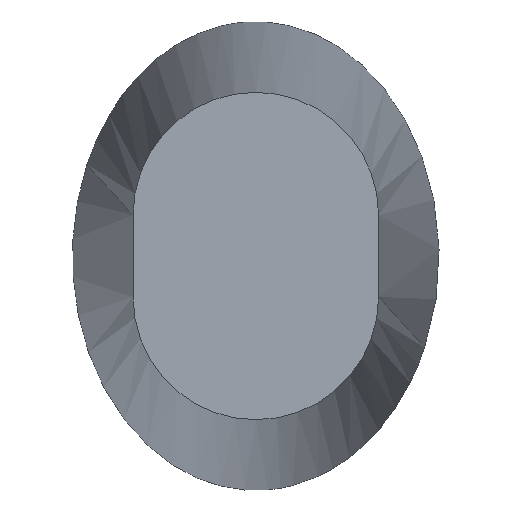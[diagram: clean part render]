
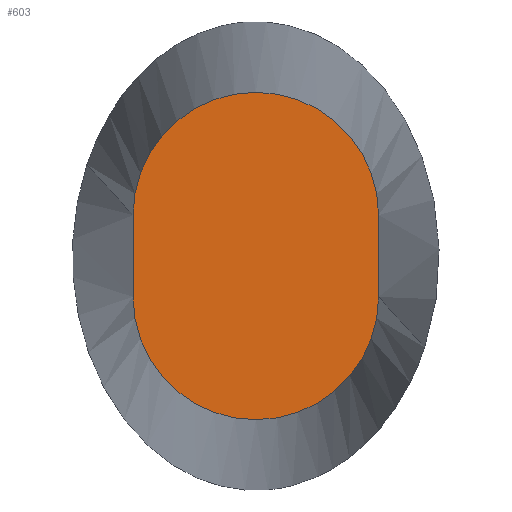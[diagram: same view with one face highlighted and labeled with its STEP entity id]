
A CAD part, front view. The second image highlights one B-rep face of the part: STEP entity #603.
In plain terms, the highlighted planar face has unit normal (0, -1, 0).
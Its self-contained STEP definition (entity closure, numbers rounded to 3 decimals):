
#8 = AXIS2_PLACEMENT_3D ( 'NONE', #891, #430, #973 ) ;
#25 = EDGE_CURVE ( 'NONE', #247, #447, #673, .T. ) ;
#35 = ORIENTED_EDGE ( 'NONE', *, *, #709, .F. ) ;
#39 = CARTESIAN_POINT ( 'NONE',  ( 6., 0., 2. ) ) ;
#46 = CARTESIAN_POINT ( 'NONE',  ( 0., 0., -2. ) ) ;
#52 = CARTESIAN_POINT ( 'NONE',  ( 6., 0., -2. ) ) ;
#159 = VECTOR ( 'NONE', #823, 1000. ) ;
#182 = CARTESIAN_POINT ( 'NONE',  ( -6., 0., -2. ) ) ;
#195 = DIRECTION ( 'NONE',  ( 0., 1., 0. ) ) ;
#200 = DIRECTION ( 'NONE',  ( 0., 0., 1. ) ) ;
#247 = VERTEX_POINT ( 'NONE', #182 ) ;
#266 = VERTEX_POINT ( 'NONE', #725 ) ;
#271 = EDGE_LOOP ( 'NONE', ( #35, #732, #291, #912 ) ) ;
#286 = CARTESIAN_POINT ( 'NONE',  ( -6., 0., -2. ) ) ;
#291 = ORIENTED_EDGE ( 'NONE', *, *, #605, .F. ) ;
#430 = DIRECTION ( 'NONE',  ( 0., 1., 0. ) ) ;
#432 = CARTESIAN_POINT ( 'NONE',  ( -6., 0., 2. ) ) ;
#447 = VERTEX_POINT ( 'NONE', #432 ) ;
#474 = CIRCLE ( 'NONE', #896, 6. ) ;
#603 = ADVANCED_FACE ( 'NONE', ( #753 ), #975, .F. ) ;
#605 = EDGE_CURVE ( 'NONE', #447, #669, #474, .T. ) ;
#657 = CARTESIAN_POINT ( 'NONE',  ( 0., 0., 2. ) ) ;
#662 = DIRECTION ( 'NONE',  ( 0., 1., 0. ) ) ;
#667 = DIRECTION ( 'NONE',  ( 0., 0., -1. ) ) ;
#669 = VERTEX_POINT ( 'NONE', #39 ) ;
#673 = LINE ( 'NONE', #286, #159 ) ;
#682 = LINE ( 'NONE', #52, #729 ) ;
#709 = EDGE_CURVE ( 'NONE', #266, #247, #915, .T. ) ;
#725 = CARTESIAN_POINT ( 'NONE',  ( 6., 0., -2. ) ) ;
#729 = VECTOR ( 'NONE', #667, 1000. ) ;
#732 = ORIENTED_EDGE ( 'NONE', *, *, #765, .F. ) ;
#736 = DIRECTION ( 'NONE',  ( 0., 0., 1. ) ) ;
#753 = FACE_OUTER_BOUND ( 'NONE', #271, .T. ) ;
#765 = EDGE_CURVE ( 'NONE', #669, #266, #682, .T. ) ;
#823 = DIRECTION ( 'NONE',  ( 0., 0., 1. ) ) ;
#891 = CARTESIAN_POINT ( 'NONE',  ( 0., 0., -2. ) ) ;
#896 = AXIS2_PLACEMENT_3D ( 'NONE', #657, #195, #736 ) ;
#912 = ORIENTED_EDGE ( 'NONE', *, *, #25, .F. ) ;
#915 = CIRCLE ( 'NONE', #8, 6. ) ;
#958 = AXIS2_PLACEMENT_3D ( 'NONE', #46, #662, #200 ) ;
#973 = DIRECTION ( 'NONE',  ( 0., 0., 1. ) ) ;
#975 = PLANE ( 'NONE',  #958 ) ;
